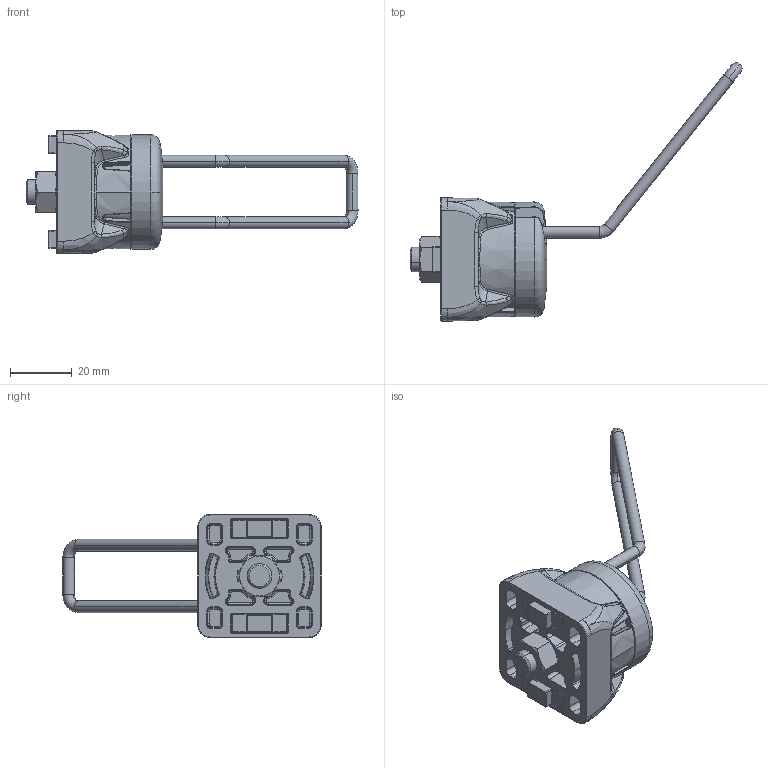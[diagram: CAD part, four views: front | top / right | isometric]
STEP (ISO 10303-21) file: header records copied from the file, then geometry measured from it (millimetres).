
FILE_DESCRIPTION (( 'STEP AP203' ), '1' );
FILE_NAME ('172488.step', '2025-08-14T17:51:25', ( '' ), ( '' ), 'SwSTEP 2.0', 'SolidWorks 2024', '' );
FILE_SCHEMA (( 'CONFIG_CONTROL_DESIGN' ));
Length unit declared in the file: millimetre
Products named in the file (1): 172488
Bounding box: 107.74 x 83.82 x 40 mm (x, y, z)
Volume: 40471.6 mm3; surface area: 21850.4 mm2
Topology: 7 solids, 7 shells, 1231 faces, 2883 edges, 1636 vertices
Faces by surface type: cylinder 294, bspline 288, plane 222, torus 200, cone 150, sphere 77
Entity records: 45250 total; most frequent: CARTESIAN_POINT 19582, ORIENTED_EDGE 5678, DIRECTION 5103, EDGE_CURVE 2839, AXIS2_PLACEMENT_3D 2158, VERTEX_POINT 1632, EDGE_LOOP 1251, FACE_OUTER_BOUND 1231
